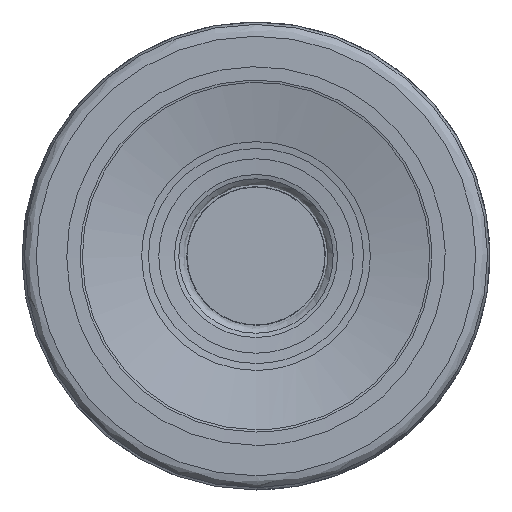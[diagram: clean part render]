
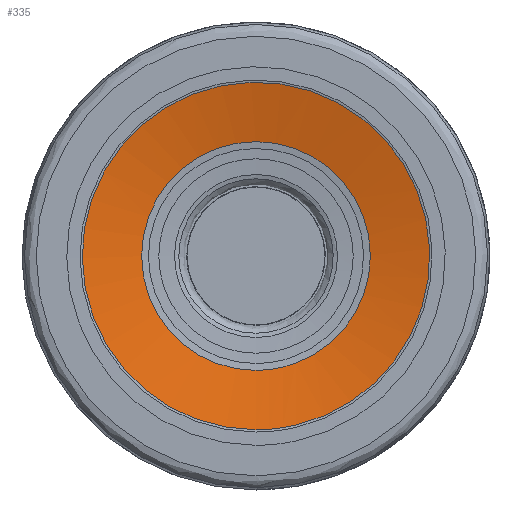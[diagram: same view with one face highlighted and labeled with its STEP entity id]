
A CAD part, left-side view. The second image highlights one B-rep face of the part: STEP entity #335.
In plain terms, the highlighted face is a revolution surface.
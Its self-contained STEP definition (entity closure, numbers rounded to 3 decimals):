
#67=SURFACE_OF_REVOLUTION('',#107,#95);
#95=AXIS1_PLACEMENT('',#1023,#803);
#107=LINE('',#1022,#117);
#117=VECTOR('',#802,1.626);
#293=FACE_BOUND('',#412,.T.);
#294=FACE_BOUND('',#413,.T.);
#335=ADVANCED_FACE('',(#293,#294),#67,.T.);
#412=EDGE_LOOP('',(#488));
#413=EDGE_LOOP('',(#489));
#488=ORIENTED_EDGE('',*,*,#568,.F.);
#489=ORIENTED_EDGE('',*,*,#567,.T.);
#529=VERTEX_POINT('',#1017);
#530=VERTEX_POINT('',#1021);
#567=EDGE_CURVE('',#529,#529,#605,.T.);
#568=EDGE_CURVE('',#530,#530,#606,.T.);
#605=CIRCLE('',#658,2.94);
#606=CIRCLE('',#660,4.467);
#658=AXIS2_PLACEMENT_3D('',#1016,#795,#796);
#660=AXIS2_PLACEMENT_3D('',#1020,#800,#801);
#795=DIRECTION('',(1.,0.,0.));
#796=DIRECTION('',(0.,0.,-1.));
#800=DIRECTION('',(1.,0.,0.));
#801=DIRECTION('',(0.,0.,-1.));
#802=DIRECTION('',(-0.205,-0.966,-0.158));
#803=DIRECTION('',(1.,0.,0.));
#1016=CARTESIAN_POINT('',(0.357,0.,0.));
#1017=CARTESIAN_POINT('',(0.357,0.,-2.94));
#1020=CARTESIAN_POINT('',(0.024,0.,0.));
#1021=CARTESIAN_POINT('',(0.024,0.,-4.467));
#1022=CARTESIAN_POINT('',(0.357,-2.887,0.559));
#1023=CARTESIAN_POINT('',(17.567,0.,0.));
